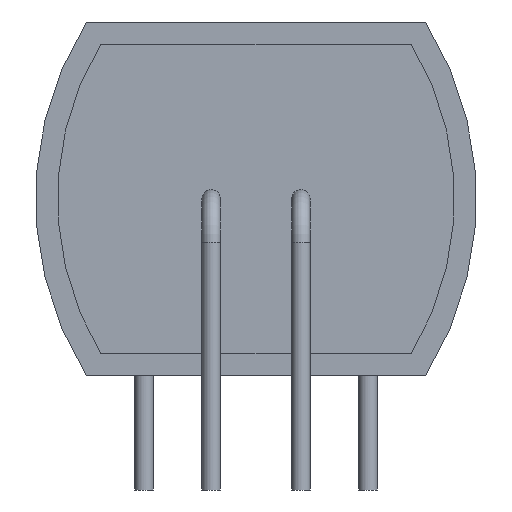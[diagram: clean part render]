
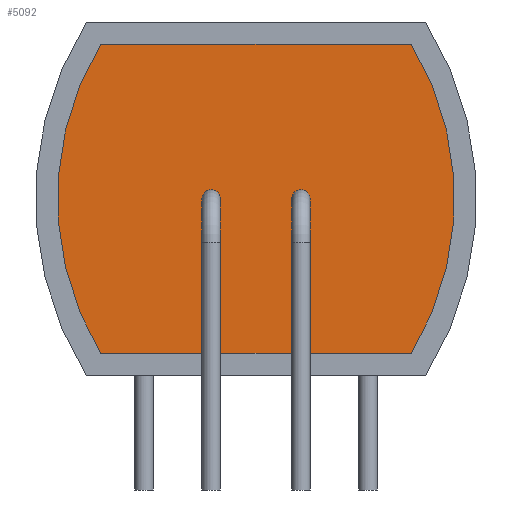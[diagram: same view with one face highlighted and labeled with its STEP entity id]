
A CAD part, left-side view. The second image highlights one B-rep face of the part: STEP entity #5092.
In plain terms, the highlighted planar face has unit normal (-1, 0, 0).
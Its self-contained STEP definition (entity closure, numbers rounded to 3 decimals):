
#4750 = VERTEX_POINT('',#4751);
#4751 = CARTESIAN_POINT('',(-4.99,-3.522,0.6));
#4757 = EDGE_CURVE('',#4750,#4758,#4760,.T.);
#4758 = VERTEX_POINT('',#4759);
#4759 = CARTESIAN_POINT('',(-4.99,-3.522,7.6));
#4760 = CIRCLE('',#4761,6.75);
#4761 = AXIS2_PLACEMENT_3D('',#4762,#4763,#4764);
#4762 = CARTESIAN_POINT('',(-4.99,2.25,4.1));
#4763 = DIRECTION('',(-1.,0.,0.));
#4764 = DIRECTION('',(0.,0.,-1.));
#4782 = EDGE_CURVE('',#4758,#4783,#4785,.T.);
#4783 = VERTEX_POINT('',#4784);
#4784 = CARTESIAN_POINT('',(-4.99,3.522,7.6));
#4785 = LINE('',#4786,#4787);
#4786 = CARTESIAN_POINT('',(-4.99,-3.522,7.6));
#4787 = VECTOR('',#4788,1.);
#4788 = DIRECTION('',(0.,1.,0.));
#4806 = EDGE_CURVE('',#4783,#4807,#4809,.T.);
#4807 = VERTEX_POINT('',#4808);
#4808 = CARTESIAN_POINT('',(-4.99,3.522,0.6));
#4809 = CIRCLE('',#4810,6.75);
#4810 = AXIS2_PLACEMENT_3D('',#4811,#4812,#4813);
#4811 = CARTESIAN_POINT('',(-4.99,-2.25,4.1));
#4812 = DIRECTION('',(-1.,0.,0.));
#4813 = DIRECTION('',(0.,0.,-1.));
#4831 = EDGE_CURVE('',#4750,#4807,#4832,.T.);
#4832 = LINE('',#4833,#4834);
#4833 = CARTESIAN_POINT('',(-4.99,-3.522,0.6));
#4834 = VECTOR('',#4835,1.);
#4835 = DIRECTION('',(0.,1.,0.));
#5092 = ADVANCED_FACE('',(#5093,#5099,#5110),#5121,.T.);
#5093 = FACE_BOUND('',#5094,.T.);
#5094 = EDGE_LOOP('',(#5095,#5096,#5097,#5098));
#5095 = ORIENTED_EDGE('',*,*,#4757,.T.);
#5096 = ORIENTED_EDGE('',*,*,#4782,.T.);
#5097 = ORIENTED_EDGE('',*,*,#4806,.T.);
#5098 = ORIENTED_EDGE('',*,*,#4831,.F.);
#5099 = FACE_BOUND('',#5100,.T.);
#5100 = EDGE_LOOP('',(#5101));
#5101 = ORIENTED_EDGE('',*,*,#5102,.F.);
#5102 = EDGE_CURVE('',#5103,#5103,#5105,.T.);
#5103 = VERTEX_POINT('',#5104);
#5104 = CARTESIAN_POINT('',(-4.99,-1.018,3.893));
#5105 = CIRCLE('',#5106,0.208);
#5106 = AXIS2_PLACEMENT_3D('',#5107,#5108,#5109);
#5107 = CARTESIAN_POINT('',(-4.99,-1.018,4.1));
#5108 = DIRECTION('',(-1.,0.,0.));
#5109 = DIRECTION('',(0.,0.,-1.));
#5110 = FACE_BOUND('',#5111,.T.);
#5111 = EDGE_LOOP('',(#5112));
#5112 = ORIENTED_EDGE('',*,*,#5113,.F.);
#5113 = EDGE_CURVE('',#5114,#5114,#5116,.T.);
#5114 = VERTEX_POINT('',#5115);
#5115 = CARTESIAN_POINT('',(-4.99,1.018,3.893));
#5116 = CIRCLE('',#5117,0.208);
#5117 = AXIS2_PLACEMENT_3D('',#5118,#5119,#5120);
#5118 = CARTESIAN_POINT('',(-4.99,1.018,4.1));
#5119 = DIRECTION('',(-1.,0.,0.));
#5120 = DIRECTION('',(0.,0.,-1.));
#5121 = PLANE('',#5122);
#5122 = AXIS2_PLACEMENT_3D('',#5123,#5124,#5125);
#5123 = CARTESIAN_POINT('',(-4.99,0.,4.1));
#5124 = DIRECTION('',(-1.,0.,0.));
#5125 = DIRECTION('',(0.,1.,0.));
